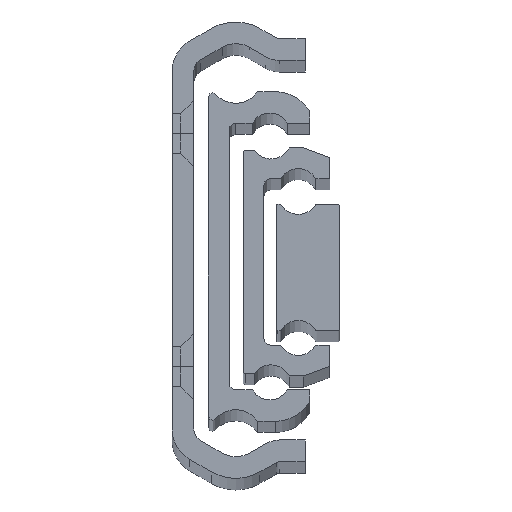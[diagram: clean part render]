
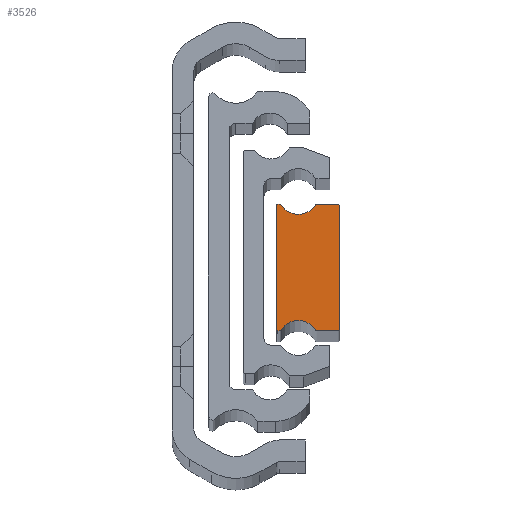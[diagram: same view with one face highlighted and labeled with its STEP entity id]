
A CAD part, top view. The second image highlights one B-rep face of the part: STEP entity #3526.
In plain terms, the highlighted planar face has unit normal (0, 0, 1).
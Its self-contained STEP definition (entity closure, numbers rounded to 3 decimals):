
#16 = CARTESIAN_POINT ( 'NONE',  ( 16.32, -9.5, 951.5 ) ) ;
#51 = CARTESIAN_POINT ( 'NONE',  ( 10.68, 9.5, 951.5 ) ) ;
#60 = DIRECTION ( 'NONE',  ( 1., 0., 0. ) ) ;
#61 = DIRECTION ( 'NONE',  ( 0., 0., -1. ) ) ;
#67 = CARTESIAN_POINT ( 'NONE',  ( 10.25, 9.3, 951.5 ) ) ;
#70 = CARTESIAN_POINT ( 'NONE',  ( 13.5, 10.99, 951.5 ) ) ;
#79 = CARTESIAN_POINT ( 'NONE',  ( 10.45, 9.5, 951.5 ) ) ;
#112 = CARTESIAN_POINT ( 'NONE',  ( 19.45, 9.5, 951.5 ) ) ;
#117 = VERTEX_POINT ( 'NONE', #213 ) ;
#138 = CARTESIAN_POINT ( 'NONE',  ( 19.75, 9.2, 951.5 ) ) ;
#169 = VERTEX_POINT ( 'NONE', #112 ) ;
#171 = VERTEX_POINT ( 'NONE', #138 ) ;
#174 = VERTEX_POINT ( 'NONE', #339 ) ;
#184 = VERTEX_POINT ( 'NONE', #433 ) ;
#188 = VERTEX_POINT ( 'NONE', #260 ) ;
#211 = CARTESIAN_POINT ( 'NONE',  ( 16.067, -9.361, 951.5 ) ) ;
#213 = CARTESIAN_POINT ( 'NONE',  ( 19.45, -9.5, 951.5 ) ) ;
#216 = CARTESIAN_POINT ( 'NONE',  ( 10.933, 9.361, 951.5 ) ) ;
#260 = CARTESIAN_POINT ( 'NONE',  ( 16.067, 9.361, 951.5 ) ) ;
#339 = CARTESIAN_POINT ( 'NONE',  ( 19.75, -9.2, 951.5 ) ) ;
#355 = VERTEX_POINT ( 'NONE', #380 ) ;
#374 = VERTEX_POINT ( 'NONE', #216 ) ;
#380 = CARTESIAN_POINT ( 'NONE',  ( 10.933, -9.361, 951.5 ) ) ;
#385 = VERTEX_POINT ( 'NONE', #392 ) ;
#392 = CARTESIAN_POINT ( 'NONE',  ( 10.25, -9.3, 951.5 ) ) ;
#395 = VERTEX_POINT ( 'NONE', #402 ) ;
#399 = VERTEX_POINT ( 'NONE', #413 ) ;
#402 = CARTESIAN_POINT ( 'NONE',  ( 10.45, -9.5, 951.5 ) ) ;
#413 = CARTESIAN_POINT ( 'NONE',  ( 10.68, -9.5, 951.5 ) ) ;
#422 = VERTEX_POINT ( 'NONE', #211 ) ;
#433 = CARTESIAN_POINT ( 'NONE',  ( 16.32, 9.5, 951.5 ) ) ;
#443 = VERTEX_POINT ( 'NONE', #67 ) ;
#472 = VERTEX_POINT ( 'NONE', #79 ) ;
#489 = VERTEX_POINT ( 'NONE', #51 ) ;
#492 = VERTEX_POINT ( 'NONE', #16 ) ;
#623 = ORIENTED_EDGE ( 'NONE', *, *, #2631, .T. ) ;
#624 = ORIENTED_EDGE ( 'NONE', *, *, #2620, .T. ) ;
#629 = ORIENTED_EDGE ( 'NONE', *, *, #1693, .T. ) ;
#630 = ORIENTED_EDGE ( 'NONE', *, *, #2617, .T. ) ;
#631 = ORIENTED_EDGE ( 'NONE', *, *, #1870, .T. ) ;
#632 = ORIENTED_EDGE ( 'NONE', *, *, #1881, .T. ) ;
#712 = ORIENTED_EDGE ( 'NONE', *, *, #2635, .T. ) ;
#714 = ORIENTED_EDGE ( 'NONE', *, *, #1866, .T. ) ;
#715 = ORIENTED_EDGE ( 'NONE', *, *, #1863, .T. ) ;
#716 = ORIENTED_EDGE ( 'NONE', *, *, #2603, .T. ) ;
#819 = ORIENTED_EDGE ( 'NONE', *, *, #1704, .T. ) ;
#821 = ORIENTED_EDGE ( 'NONE', *, *, #2628, .T. ) ;
#824 = ORIENTED_EDGE ( 'NONE', *, *, #2629, .T. ) ;
#825 = ORIENTED_EDGE ( 'NONE', *, *, #2623, .T. ) ;
#829 = ORIENTED_EDGE ( 'NONE', *, *, #2630, .T. ) ;
#830 = ORIENTED_EDGE ( 'NONE', *, *, #1600, .T. ) ;
#974 = EDGE_LOOP ( 'NONE', ( #712, #623, #624, #830, #629, #630, #631, #632, #824, #825, #829, #821, #819, #714, #715, #716 ) ) ;
#1265 = DIRECTION ( 'NONE',  ( 0., 0., 1. ) ) ;
#1266 = DIRECTION ( 'NONE',  ( 1., 0., 0. ) ) ;
#1567 = CARTESIAN_POINT ( 'NONE',  ( 10.68, 9.2, 951.5 ) ) ;
#1568 = DIRECTION ( 'NONE',  ( 0., 0., 1. ) ) ;
#1569 = DIRECTION ( 'NONE',  ( 1., 0., 0. ) ) ;
#1578 = CARTESIAN_POINT ( 'NONE',  ( 16.32, -9.2, 951.5 ) ) ;
#1600 = EDGE_CURVE ( 'NONE', #188, #374, #3051, .T. ) ;
#1693 = EDGE_CURVE ( 'NONE', #374, #489, #3201, .T. ) ;
#1704 = EDGE_CURVE ( 'NONE', #422, #492, #3219, .T. ) ;
#1863 = EDGE_CURVE ( 'NONE', #117, #174, #3629, .T. ) ;
#1866 = EDGE_CURVE ( 'NONE', #492, #117, #3628, .T. ) ;
#1870 = EDGE_CURVE ( 'NONE', #472, #443, #3638, .T. ) ;
#1881 = EDGE_CURVE ( 'NONE', #443, #385, #3651, .T. ) ;
#1930 = AXIS2_PLACEMENT_3D ( 'NONE', #4254, #4257, #4258 ) ;
#2159 = CARTESIAN_POINT ( 'NONE',  ( 19.45, -9.2, 951.5 ) ) ;
#2186 = DIRECTION ( 'NONE',  ( 0., 0., 1. ) ) ;
#2187 = DIRECTION ( 'NONE',  ( 1., 0., 0. ) ) ;
#2194 = CARTESIAN_POINT ( 'NONE',  ( 16.32, -9.5, 951.5 ) ) ;
#2195 = DIRECTION ( 'NONE',  ( 1., 0., 0. ) ) ;
#2196 = CARTESIAN_POINT ( 'NONE',  ( 10.45, 9.3, 951.5 ) ) ;
#2205 = DIRECTION ( 'NONE',  ( 0., 0., 1. ) ) ;
#2206 = DIRECTION ( 'NONE',  ( 1., 0., 0. ) ) ;
#2232 = CARTESIAN_POINT ( 'NONE',  ( 10.25, 9.3, 951.5 ) ) ;
#2233 = DIRECTION ( 'NONE',  ( 0., -1., 0. ) ) ;
#2320 = CARTESIAN_POINT ( 'NONE',  ( 19.75, -9.2, 951.5 ) ) ;
#2321 = DIRECTION ( 'NONE',  ( 0., 1., 0. ) ) ;
#2355 = CARTESIAN_POINT ( 'NONE',  ( 10.68, 9.5, 951.5 ) ) ;
#2359 = DIRECTION ( 'NONE',  ( -1., 0., 0. ) ) ;
#2362 = CARTESIAN_POINT ( 'NONE',  ( 16.32, 9.2, 951.5 ) ) ;
#2364 = DIRECTION ( 'NONE',  ( 0., 0., 1. ) ) ;
#2365 = DIRECTION ( 'NONE',  ( 1., 0., 0. ) ) ;
#2372 = CARTESIAN_POINT ( 'NONE',  ( 10.45, -9.5, 951.5 ) ) ;
#2373 = DIRECTION ( 'NONE',  ( 1., 0., 0. ) ) ;
#2376 = CARTESIAN_POINT ( 'NONE',  ( 13.5, -10.99, 951.5 ) ) ;
#2381 = CARTESIAN_POINT ( 'NONE',  ( 10.45, -9.3, 951.5 ) ) ;
#2384 = CARTESIAN_POINT ( 'NONE',  ( 10.68, -9.2, 951.5 ) ) ;
#2385 = DIRECTION ( 'NONE',  ( 0., 0., -1. ) ) ;
#2386 = DIRECTION ( 'NONE',  ( 1., 0., 0. ) ) ;
#2388 = DIRECTION ( 'NONE',  ( 0., 0., 1. ) ) ;
#2389 = DIRECTION ( 'NONE',  ( 1., 0., 0. ) ) ;
#2391 = DIRECTION ( 'NONE',  ( 0., 0., 1. ) ) ;
#2392 = DIRECTION ( 'NONE',  ( 1., 0., 0. ) ) ;
#2393 = CARTESIAN_POINT ( 'NONE',  ( 19.45, 9.5, 951.5 ) ) ;
#2394 = DIRECTION ( 'NONE',  ( -1., 0., 0. ) ) ;
#2395 = CARTESIAN_POINT ( 'NONE',  ( 19.45, 9.2, 951.5 ) ) ;
#2404 = DIRECTION ( 'NONE',  ( 0., 0., 1. ) ) ;
#2405 = DIRECTION ( 'NONE',  ( 1., 0., 0. ) ) ;
#2603 = EDGE_CURVE ( 'NONE', #174, #171, #3705, .T. ) ;
#2617 = EDGE_CURVE ( 'NONE', #489, #472, #3716, .T. ) ;
#2620 = EDGE_CURVE ( 'NONE', #184, #188, #3731, .T. ) ;
#2623 = EDGE_CURVE ( 'NONE', #395, #399, #3730, .T. ) ;
#2628 = EDGE_CURVE ( 'NONE', #355, #422, #3742, .T. ) ;
#2629 = EDGE_CURVE ( 'NONE', #385, #395, #3744, .T. ) ;
#2630 = EDGE_CURVE ( 'NONE', #399, #355, #3746, .T. ) ;
#2631 = EDGE_CURVE ( 'NONE', #169, #184, #3732, .T. ) ;
#2635 = EDGE_CURVE ( 'NONE', #171, #169, #3754, .T. ) ;
#2651 = AXIS2_PLACEMENT_3D ( 'NONE', #70, #61, #60 ) ;
#2688 = AXIS2_PLACEMENT_3D ( 'NONE', #1567, #1568, #1569 ) ;
#2693 = AXIS2_PLACEMENT_3D ( 'NONE', #1578, #1265, #1266 ) ;
#2742 = AXIS2_PLACEMENT_3D ( 'NONE', #2159, #2186, #2187 ) ;
#2745 = AXIS2_PLACEMENT_3D ( 'NONE', #2196, #2205, #2206 ) ;
#2782 = AXIS2_PLACEMENT_3D ( 'NONE', #2362, #2364, #2365 ) ;
#2783 = AXIS2_PLACEMENT_3D ( 'NONE', #2376, #2385, #2386 ) ;
#2785 = AXIS2_PLACEMENT_3D ( 'NONE', #2381, #2388, #2389 ) ;
#2786 = AXIS2_PLACEMENT_3D ( 'NONE', #2384, #2391, #2392 ) ;
#2790 = AXIS2_PLACEMENT_3D ( 'NONE', #2395, #2404, #2405 ) ;
#3051 = CIRCLE ( 'NONE', #2651, 3.04 ) ;
#3201 = CIRCLE ( 'NONE', #2688, 0.3 ) ;
#3219 = CIRCLE ( 'NONE', #2693, 0.3 ) ;
#3526 = ADVANCED_FACE ( 'NONE', ( #3956 ), #4255, .T. ) ;
#3607 = VECTOR ( 'NONE', #2195, 1000. ) ;
#3628 = LINE ( 'NONE', #2194, #3607 ) ;
#3629 = CIRCLE ( 'NONE', #2742, 0.3 ) ;
#3638 = CIRCLE ( 'NONE', #2745, 0.2 ) ;
#3651 = LINE ( 'NONE', #2232, #3652 ) ;
#3652 = VECTOR ( 'NONE', #2233, 1000. ) ;
#3705 = LINE ( 'NONE', #2320, #3706 ) ;
#3706 = VECTOR ( 'NONE', #2321, 1000. ) ;
#3716 = LINE ( 'NONE', #2355, #3725 ) ;
#3719 = VECTOR ( 'NONE', #2373, 1000. ) ;
#3725 = VECTOR ( 'NONE', #2359, 1000. ) ;
#3730 = LINE ( 'NONE', #2372, #3719 ) ;
#3731 = CIRCLE ( 'NONE', #2782, 0.3 ) ;
#3732 = LINE ( 'NONE', #2393, #3743 ) ;
#3742 = CIRCLE ( 'NONE', #2783, 3.04 ) ;
#3743 = VECTOR ( 'NONE', #2394, 1000. ) ;
#3744 = CIRCLE ( 'NONE', #2785, 0.2 ) ;
#3746 = CIRCLE ( 'NONE', #2786, 0.3 ) ;
#3754 = CIRCLE ( 'NONE', #2790, 0.3 ) ;
#3956 = FACE_OUTER_BOUND ( 'NONE', #974, .T. ) ;
#4254 = CARTESIAN_POINT ( 'NONE',  ( 19.45, 9.2, 951.5 ) ) ;
#4255 = PLANE ( 'NONE',  #1930 ) ;
#4257 = DIRECTION ( 'NONE',  ( 0., 0., 1. ) ) ;
#4258 = DIRECTION ( 'NONE',  ( 1., 0., 0. ) ) ;
